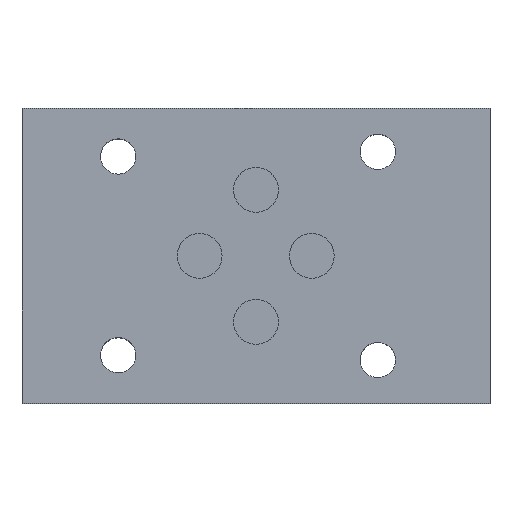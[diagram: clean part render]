
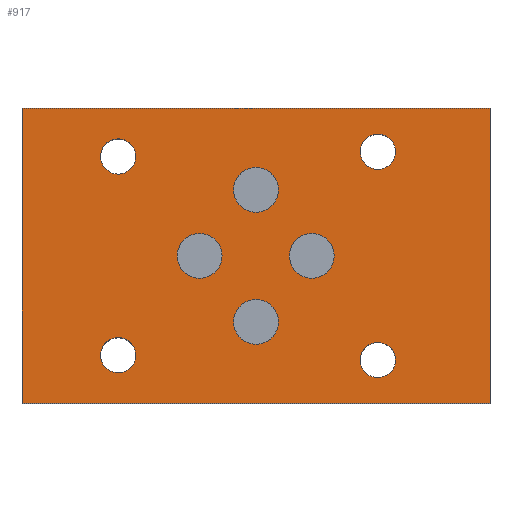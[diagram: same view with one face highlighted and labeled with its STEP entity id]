
A CAD part, top view. The second image highlights one B-rep face of the part: STEP entity #917.
In plain terms, the highlighted planar face has unit normal (0, 0, 1).
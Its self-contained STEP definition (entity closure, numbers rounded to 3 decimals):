
#57=LINE('',#1392,#117);
#60=LINE('',#1398,#120);
#71=LINE('',#1422,#131);
#73=LINE('',#1425,#133);
#117=VECTOR('',#1112,1000.);
#120=VECTOR('',#1117,1000.);
#131=VECTOR('',#1132,1000.);
#133=VECTOR('',#1136,1000.);
#272=ORIENTED_EDGE('',*,*,#441,.T.);
#273=ORIENTED_EDGE('',*,*,#440,.T.);
#274=ORIENTED_EDGE('',*,*,#439,.T.);
#275=ORIENTED_EDGE('',*,*,#438,.T.);
#276=ORIENTED_EDGE('',*,*,#435,.T.);
#277=ORIENTED_EDGE('',*,*,#434,.T.);
#278=ORIENTED_EDGE('',*,*,#433,.T.);
#279=ORIENTED_EDGE('',*,*,#432,.T.);
#280=ORIENTED_EDGE('',*,*,#394,.T.);
#281=ORIENTED_EDGE('',*,*,#397,.T.);
#282=ORIENTED_EDGE('',*,*,#409,.T.);
#283=ORIENTED_EDGE('',*,*,#411,.T.);
#394=EDGE_CURVE('',#495,#498,#57,.T.);
#397=EDGE_CURVE('',#498,#500,#60,.T.);
#409=EDGE_CURVE('',#500,#511,#71,.T.);
#411=EDGE_CURVE('',#511,#495,#73,.T.);
#432=EDGE_CURVE('',#532,#532,#594,.T.);
#433=EDGE_CURVE('',#533,#533,#595,.T.);
#434=EDGE_CURVE('',#534,#534,#596,.T.);
#435=EDGE_CURVE('',#535,#535,#597,.T.);
#438=EDGE_CURVE('',#538,#538,#600,.T.);
#439=EDGE_CURVE('',#539,#539,#601,.T.);
#440=EDGE_CURVE('',#540,#540,#602,.T.);
#441=EDGE_CURVE('',#541,#541,#603,.T.);
#495=VERTEX_POINT('',#1386);
#498=VERTEX_POINT('',#1391);
#500=VERTEX_POINT('',#1397);
#511=VERTEX_POINT('',#1421);
#532=VERTEX_POINT('',#1475);
#533=VERTEX_POINT('',#1478);
#534=VERTEX_POINT('',#1481);
#535=VERTEX_POINT('',#1486);
#538=VERTEX_POINT('',#1496);
#539=VERTEX_POINT('',#1499);
#540=VERTEX_POINT('',#1502);
#541=VERTEX_POINT('',#1506);
#594=CIRCLE('',#1005,2.75);
#595=CIRCLE('',#1007,2.75);
#596=CIRCLE('',#1009,3.5);
#597=CIRCLE('',#1013,3.5);
#600=CIRCLE('',#1020,3.5);
#601=CIRCLE('',#1022,2.75);
#602=CIRCLE('',#1024,3.5);
#603=CIRCLE('',#1027,2.75);
#685=EDGE_LOOP('',(#272));
#686=EDGE_LOOP('',(#273));
#687=EDGE_LOOP('',(#274));
#688=EDGE_LOOP('',(#275));
#689=EDGE_LOOP('',(#276));
#690=EDGE_LOOP('',(#277));
#691=EDGE_LOOP('',(#278));
#692=EDGE_LOOP('',(#279));
#693=EDGE_LOOP('',(#280,#281,#282,#283));
#799=FACE_BOUND('',#685,.T.);
#800=FACE_BOUND('',#686,.T.);
#801=FACE_BOUND('',#687,.T.);
#802=FACE_BOUND('',#688,.T.);
#803=FACE_BOUND('',#689,.T.);
#804=FACE_BOUND('',#690,.T.);
#805=FACE_BOUND('',#691,.T.);
#806=FACE_BOUND('',#692,.T.);
#807=FACE_BOUND('',#693,.T.);
#857=PLANE('',#1034);
#917=ADVANCED_FACE('',(#799,#800,#801,#802,#803,#804,#805,#806,#807),#857,
 .T.);
#1005=AXIS2_PLACEMENT_3D('',#1474,#1193,#1194);
#1007=AXIS2_PLACEMENT_3D('',#1477,#1197,#1198);
#1009=AXIS2_PLACEMENT_3D('',#1480,#1201,#1202);
#1013=AXIS2_PLACEMENT_3D('',#1485,#1209,#1210);
#1020=AXIS2_PLACEMENT_3D('',#1495,#1223,#1224);
#1022=AXIS2_PLACEMENT_3D('',#1498,#1227,#1228);
#1024=AXIS2_PLACEMENT_3D('',#1501,#1231,#1232);
#1027=AXIS2_PLACEMENT_3D('',#1505,#1237,#1238);
#1034=AXIS2_PLACEMENT_3D('',#1513,#1251,#1252);
#1112=DIRECTION('',(0.,1.,0.));
#1117=DIRECTION('',(-1.,0.,0.));
#1132=DIRECTION('',(0.,-1.,0.));
#1136=DIRECTION('',(1.,0.,0.));
#1193=DIRECTION('',(0.,0.,-1.));
#1194=DIRECTION('',(1.,0.,0.));
#1197=DIRECTION('',(0.,0.,-1.));
#1198=DIRECTION('',(1.,0.,0.));
#1201=DIRECTION('',(0.,0.,-1.));
#1202=DIRECTION('',(1.,0.,0.));
#1209=DIRECTION('',(0.,0.,-1.));
#1210=DIRECTION('',(1.,0.,0.));
#1223=DIRECTION('',(0.,0.,-1.));
#1224=DIRECTION('',(1.,0.,0.));
#1227=DIRECTION('',(0.,0.,-1.));
#1228=DIRECTION('',(1.,0.,0.));
#1231=DIRECTION('',(0.,0.,-1.));
#1232=DIRECTION('',(1.,0.,0.));
#1237=DIRECTION('',(0.,0.,-1.));
#1238=DIRECTION('',(1.,0.,0.));
#1251=DIRECTION('',(0.,0.,1.));
#1252=DIRECTION('',(1.,0.,0.));
#1386=CARTESIAN_POINT('',(294.,0.,75.));
#1391=CARTESIAN_POINT('',(294.,46.,75.));
#1392=CARTESIAN_POINT('',(294.,23.,75.));
#1397=CARTESIAN_POINT('',(221.,46.,75.));
#1398=CARTESIAN_POINT('',(257.5,46.,75.));
#1421=CARTESIAN_POINT('',(221.,0.,75.));
#1422=CARTESIAN_POINT('',(221.,23.,75.));
#1425=CARTESIAN_POINT('',(257.5,0.,75.));
#1474=CARTESIAN_POINT('',(276.5,39.25,75.));
#1475=CARTESIAN_POINT('',(279.25,39.25,75.));
#1477=CARTESIAN_POINT('',(236.,7.5,75.));
#1478=CARTESIAN_POINT('',(238.75,7.5,75.));
#1480=CARTESIAN_POINT('',(257.5,12.7,75.));
#1481=CARTESIAN_POINT('',(261.,12.7,75.));
#1485=CARTESIAN_POINT('',(266.2,23.,75.));
#1486=CARTESIAN_POINT('',(269.7,23.,75.));
#1495=CARTESIAN_POINT('',(248.7,23.,75.));
#1496=CARTESIAN_POINT('',(252.2,23.,75.));
#1498=CARTESIAN_POINT('',(276.5,6.75,75.));
#1499=CARTESIAN_POINT('',(279.25,6.75,75.));
#1501=CARTESIAN_POINT('',(257.5,33.3,75.));
#1502=CARTESIAN_POINT('',(261.,33.3,75.));
#1505=CARTESIAN_POINT('',(236.,38.5,75.));
#1506=CARTESIAN_POINT('',(238.75,38.5,75.));
#1513=CARTESIAN_POINT('',(286.659,31.056,75.));
